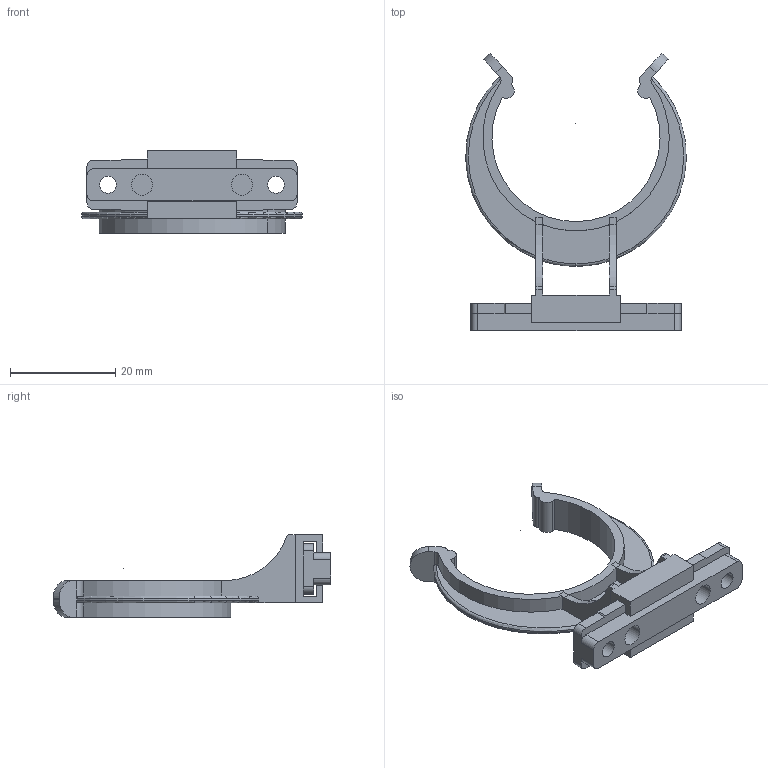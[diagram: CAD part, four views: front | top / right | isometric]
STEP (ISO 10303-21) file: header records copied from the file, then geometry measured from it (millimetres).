
FILE_DESCRIPTION(('STEP AP214'),'1');
FILE_NAME('cctmp_944B7499-1856-45FF-BF8F-C6543684FF66_2025_07_14_09_24_47_0536_181900..stp','2025-07-14T07:24:47',('Häfele SE & Co KG'),('CADClick - www.CADClick.com'),'Spatial InterOp 3D',' ','unknown authorization');
FILE_SCHEMA(('AUTOMOTIVE_DESIGN'));
Length unit declared in the file: millimetre
Products named in the file (4): 2025_07_14_09_24_47_0520; 2025_07_14_09_24_47_0534; 2025_07_14_09_24_47_0532; 2025_07_14_09_24_47_0530
Assembly tree (3 placements, depth 2):
  2025_07_14_09_24_47_0520
    2025_07_14_09_24_47_0534
    2025_07_14_09_24_47_0532
    2025_07_14_09_24_47_0530
Bounding box: 41.98 x 52.9 x 15.75 mm (x, y, z)
Volume: 3805.3 mm3; surface area: 5071.3 mm2
Topology: 3 solids, 3 shells, 140 faces, 381 edges, 252 vertices
Faces by surface type: plane 78, cylinder 50, torus 8, cone 4
Entity records: 6061 total; most frequent: CARTESIAN_POINT 1197, DIRECTION 767, ORIENTED_EDGE 762, EDGE_CURVE 381, AXIS2_PLACEMENT_3D 258, VERTEX_POINT 252, LINE 251, VECTOR 251
